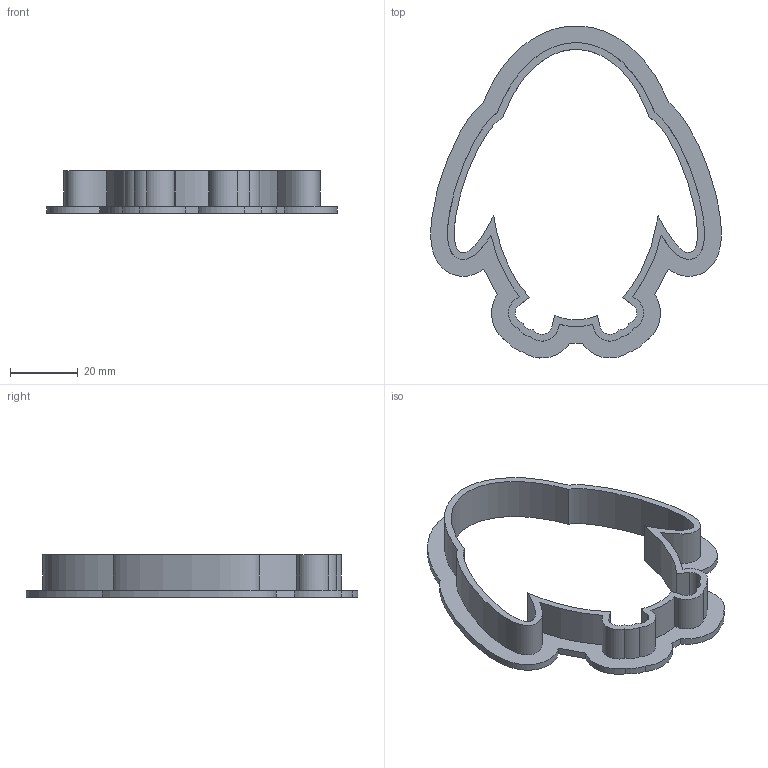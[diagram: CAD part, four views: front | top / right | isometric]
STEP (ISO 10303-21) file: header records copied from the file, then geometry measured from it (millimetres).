
FILE_DESCRIPTION(/* description */ (''),/* implementation_level */ '2;1');
FILE_NAME(/* name */ 'Penguin Cutter.step',/* time_stamp */ '2025-06-01T10:39:34+08:00',/* author */ (''),/* organization */ (''),/* preprocessor_version */ 'ST-DEVELOPER v20.1',/* originating_system */ 'Autodesk Translation Framework v14.10.0.0',/* authorisation */ '');
FILE_SCHEMA (('AUTOMOTIVE_DESIGN { 1 0 10303 214 3 1 1 }'));
Length unit declared in the file: millimetre
Products named in the file (1): (Unsaved)
Bounding box: 86.01 x 98.22 x 12.7 mm (x, y, z)
Volume: 10394 mm3; surface area: 12873.7 mm2
Topology: 2 solids, 2 shells, 64 faces, 180 edges, 120 vertices
Faces by surface type: cylinder 24, bspline 24, plane 16
Entity records: 3086 total; most frequent: CARTESIAN_POINT 1477, ORIENTED_EDGE 360, DIRECTION 286, EDGE_CURVE 180, VERTEX_POINT 120, AXIS2_PLACEMENT_3D 101, LINE 84, VECTOR 84
